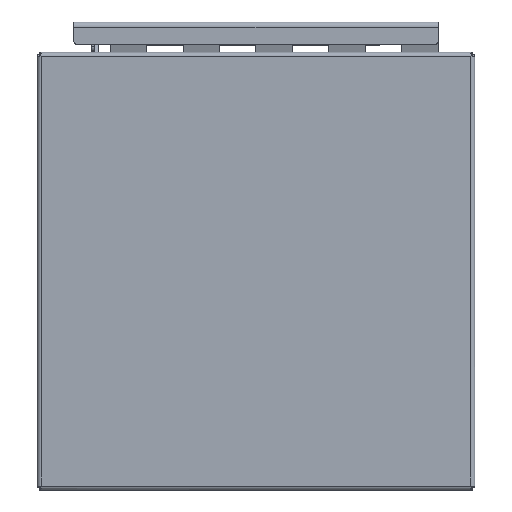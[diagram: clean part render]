
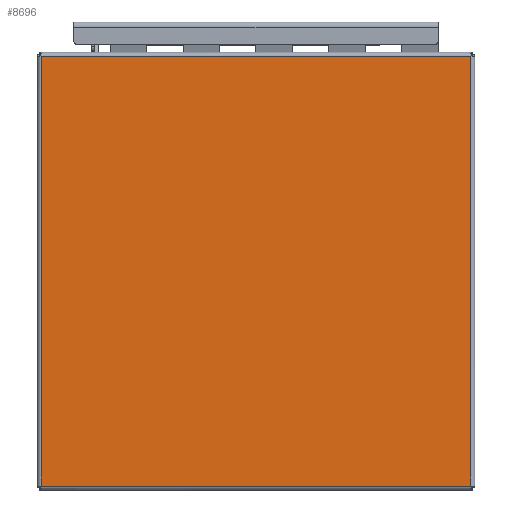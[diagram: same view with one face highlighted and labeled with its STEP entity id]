
A CAD part, top view. The second image highlights one B-rep face of the part: STEP entity #8696.
In plain terms, the highlighted planar face has unit normal (0, 0, 1).
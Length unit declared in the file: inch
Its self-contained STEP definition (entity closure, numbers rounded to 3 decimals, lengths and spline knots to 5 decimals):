
#923 = DIRECTION ( 'NONE',  ( 1., 0., 0. ) ) ;
#1319 = EDGE_CURVE ( 'NONE', #4463, #6308, #3536, .T. ) ;
#1629 = CARTESIAN_POINT ( 'NONE',  ( -6., -6., 0. ) ) ;
#1694 = DIRECTION ( 'NONE',  ( 1., 0., 0. ) ) ;
#2284 = VECTOR ( 'NONE', #14996, 39.37008 ) ;
#3100 = VERTEX_POINT ( 'NONE', #18611 ) ;
#3185 = CARTESIAN_POINT ( 'NONE',  ( -5.892, 5.892, 0. ) ) ;
#3196 = DIRECTION ( 'NONE',  ( 0., 0., 1. ) ) ;
#3492 = EDGE_CURVE ( 'NONE', #3100, #4463, #16776, .T. ) ;
#3529 = CARTESIAN_POINT ( 'NONE',  ( 5.892, 5.892, 0. ) ) ;
#3536 = LINE ( 'NONE', #18073, #4547 ) ;
#3963 = VECTOR ( 'NONE', #5928, 39.37008 ) ;
#4463 = VERTEX_POINT ( 'NONE', #16474 ) ;
#4547 = VECTOR ( 'NONE', #11621, 39.37008 ) ;
#4609 = ORIENTED_EDGE ( 'NONE', *, *, #1319, .F. ) ;
#4747 = AXIS2_PLACEMENT_3D ( 'NONE', #1629, #3196, #1694 ) ;
#5928 = DIRECTION ( 'NONE',  ( -1., 0., 0. ) ) ;
#6308 = VERTEX_POINT ( 'NONE', #3185 ) ;
#6581 = ORIENTED_EDGE ( 'NONE', *, *, #18834, .F. ) ;
#7229 = VECTOR ( 'NONE', #923, 39.37008 ) ;
#7424 = CARTESIAN_POINT ( 'NONE',  ( 5.892, 5.892, 0. ) ) ;
#8696 = ADVANCED_FACE ( 'NONE', ( #19494 ), #11100, .T. ) ;
#9871 = VERTEX_POINT ( 'NONE', #3529 ) ;
#10485 = CARTESIAN_POINT ( 'NONE',  ( 5.892, -5.892, 0. ) ) ;
#11008 = EDGE_CURVE ( 'NONE', #9871, #3100, #13599, .T. ) ;
#11100 = PLANE ( 'NONE',  #4747 ) ;
#11621 = DIRECTION ( 'NONE',  ( 0., 1., 0. ) ) ;
#12152 = LINE ( 'NONE', #7424, #7229 ) ;
#12500 = ORIENTED_EDGE ( 'NONE', *, *, #11008, .F. ) ;
#13599 = LINE ( 'NONE', #10485, #2284 ) ;
#14996 = DIRECTION ( 'NONE',  ( 0., -1., 0. ) ) ;
#15934 = ORIENTED_EDGE ( 'NONE', *, *, #3492, .F. ) ;
#16132 = EDGE_LOOP ( 'NONE', ( #6581, #4609, #15934, #12500 ) ) ;
#16474 = CARTESIAN_POINT ( 'NONE',  ( -5.892, -5.892, 0. ) ) ;
#16776 = LINE ( 'NONE', #18439, #3963 ) ;
#18073 = CARTESIAN_POINT ( 'NONE',  ( -5.892, 5.892, 0. ) ) ;
#18439 = CARTESIAN_POINT ( 'NONE',  ( -5.892, -5.892, 0. ) ) ;
#18611 = CARTESIAN_POINT ( 'NONE',  ( 5.892, -5.892, 0. ) ) ;
#18834 = EDGE_CURVE ( 'NONE', #6308, #9871, #12152, .T. ) ;
#19494 = FACE_OUTER_BOUND ( 'NONE', #16132, .T. ) ;
